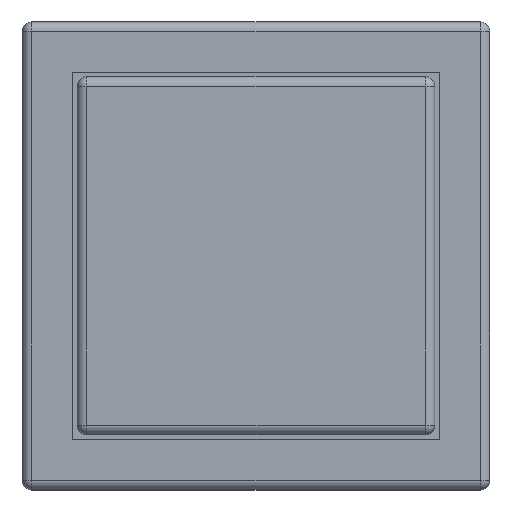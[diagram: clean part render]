
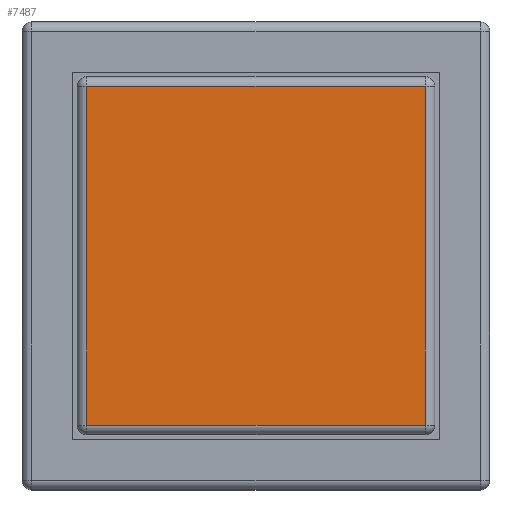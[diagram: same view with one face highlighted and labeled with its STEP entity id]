
A CAD part, top view. The second image highlights one B-rep face of the part: STEP entity #7487.
In plain terms, the highlighted planar face has unit normal (0, 0, 1).
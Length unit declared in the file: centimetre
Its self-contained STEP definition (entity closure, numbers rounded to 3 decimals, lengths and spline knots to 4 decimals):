
#267=FACE_OUTER_BOUND('',#669,.T.);
#669=EDGE_LOOP('',(#4971,#4972,#4973,#4974));
#1091=LINE('',#10564,#2081);
#1093=LINE('',#10567,#2083);
#1097=LINE('',#10576,#2087);
#1101=LINE('',#10585,#2091);
#2081=VECTOR('',#8488,1.);
#2083=VECTOR('',#8492,1.);
#2087=VECTOR('',#8502,1.);
#2091=VECTOR('',#8512,1.);
#3070=VERTEX_POINT('',#10532);
#3073=VERTEX_POINT('',#10539);
#3075=VERTEX_POINT('',#10544);
#3077=VERTEX_POINT('',#10550);
#3806=EDGE_CURVE('',#3075,#3077,#1091,.T.);
#3808=EDGE_CURVE('',#3077,#3073,#1093,.T.);
#3813=EDGE_CURVE('',#3070,#3075,#1097,.T.);
#3818=EDGE_CURVE('',#3073,#3070,#1101,.T.);
#4971=ORIENTED_EDGE('',*,*,#3806,.F.);
#4972=ORIENTED_EDGE('',*,*,#3813,.F.);
#4973=ORIENTED_EDGE('',*,*,#3818,.F.);
#4974=ORIENTED_EDGE('',*,*,#3808,.F.);
#7157=PLANE('',#7915);
#7487=ADVANCED_FACE('',(#267),#7157,.T.);
#7915=AXIS2_PLACEMENT_3D('',#10596,#8525,#8526);
#8488=DIRECTION('',(1.,0.,0.));
#8492=DIRECTION('',(0.,-1.,0.));
#8502=DIRECTION('',(0.,1.,0.));
#8512=DIRECTION('',(-1.,0.,0.));
#8525=DIRECTION('center_axis',(0.,0.,
1.));
#8526=DIRECTION('ref_axis',(0.,1.,0.));
#10532=CARTESIAN_POINT('',(-0.355,-0.355,0.96));
#10539=CARTESIAN_POINT('',(0.355,-0.355,0.96));
#10544=CARTESIAN_POINT('',(-0.355,0.355,0.96));
#10550=CARTESIAN_POINT('',(0.355,0.355,0.96));
#10564=CARTESIAN_POINT('',(-0.1875,0.355,0.96));
#10567=CARTESIAN_POINT('',(0.355,0.1875,0.96));
#10576=CARTESIAN_POINT('',(-0.355,-0.1875,0.96));
#10585=CARTESIAN_POINT('',(0.1875,-0.355,0.96));
#10596=CARTESIAN_POINT('Origin',(0.,0.,
0.96));
